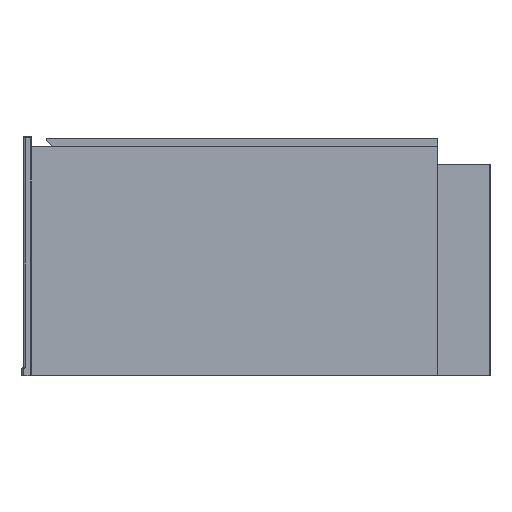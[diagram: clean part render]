
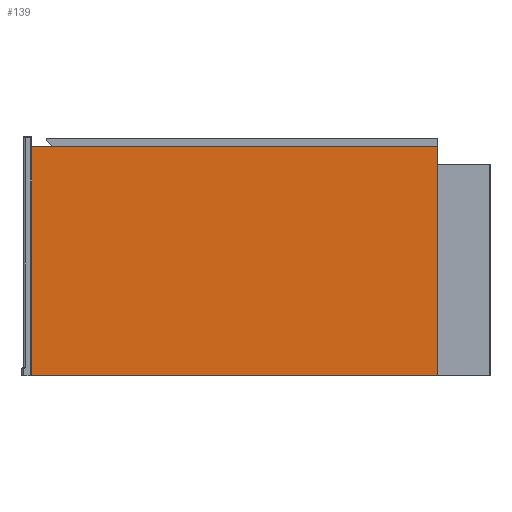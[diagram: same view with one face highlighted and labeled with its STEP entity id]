
A CAD part, left-side view. The second image highlights one B-rep face of the part: STEP entity #139.
In plain terms, the highlighted planar face has unit normal (-1, 0, 0).
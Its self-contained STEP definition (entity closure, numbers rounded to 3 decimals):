
#17 = ORIENTED_EDGE ( 'NONE', *, *, #3793, .F. ) ;
#139 = ADVANCED_FACE ( 'NONE', ( #2076 ), #3121, .T. ) ;
#658 = ORIENTED_EDGE ( 'NONE', *, *, #2039, .F. ) ;
#976 = CARTESIAN_POINT ( 'NONE',  ( -594., 390., 440. ) ) ;
#1130 = DIRECTION ( 'NONE',  ( 0., 0., -1. ) ) ;
#1142 = DIRECTION ( 'NONE',  ( 0., 1., 0. ) ) ;
#1407 = CARTESIAN_POINT ( 'NONE',  ( -594., 390., 440. ) ) ;
#1593 = CARTESIAN_POINT ( 'NONE',  ( -594., 390., 440. ) ) ;
#1608 = DIRECTION ( 'NONE',  ( 0., 1., 0. ) ) ;
#1924 = CARTESIAN_POINT ( 'NONE',  ( -594., -390., 440. ) ) ;
#1940 = CARTESIAN_POINT ( 'NONE',  ( -594., 390., 440. ) ) ;
#1951 = DIRECTION ( 'NONE',  ( 0., 0., -1. ) ) ;
#2039 = EDGE_CURVE ( 'NONE', #4995, #2709, #3300, .T. ) ;
#2076 = FACE_OUTER_BOUND ( 'NONE', #3638, .T. ) ;
#2226 = EDGE_CURVE ( 'NONE', #3304, #3167, #4143, .T. ) ;
#2276 = LINE ( 'NONE', #3596, #5270 ) ;
#2429 = CARTESIAN_POINT ( 'NONE',  ( -594., 390., 0. ) ) ;
#2621 = VECTOR ( 'NONE', #1608, 1000. ) ;
#2688 = DIRECTION ( 'NONE',  ( 0., -1., 0. ) ) ;
#2702 = ORIENTED_EDGE ( 'NONE', *, *, #2226, .T. ) ;
#2709 = VERTEX_POINT ( 'NONE', #3956 ) ;
#3039 = VECTOR ( 'NONE', #1142, 1000. ) ;
#3121 = PLANE ( 'NONE',  #5067 ) ;
#3167 = VERTEX_POINT ( 'NONE', #1407 ) ;
#3300 = LINE ( 'NONE', #2429, #3039 ) ;
#3304 = VERTEX_POINT ( 'NONE', #1924 ) ;
#3477 = DIRECTION ( 'NONE',  ( -1., 0., 0. ) ) ;
#3596 = CARTESIAN_POINT ( 'NONE',  ( -594., -390., 440. ) ) ;
#3638 = EDGE_LOOP ( 'NONE', ( #658, #17, #2702, #4059 ) ) ;
#3793 = EDGE_CURVE ( 'NONE', #3304, #4995, #2276, .T. ) ;
#3956 = CARTESIAN_POINT ( 'NONE',  ( -594., 390., 0. ) ) ;
#4059 = ORIENTED_EDGE ( 'NONE', *, *, #4420, .T. ) ;
#4067 = VECTOR ( 'NONE', #1130, 1000. ) ;
#4143 = LINE ( 'NONE', #1940, #2621 ) ;
#4420 = EDGE_CURVE ( 'NONE', #3167, #2709, #5336, .T. ) ;
#4461 = CARTESIAN_POINT ( 'NONE',  ( -594., -390., 0. ) ) ;
#4995 = VERTEX_POINT ( 'NONE', #4461 ) ;
#5067 = AXIS2_PLACEMENT_3D ( 'NONE', #976, #3477, #2688 ) ;
#5270 = VECTOR ( 'NONE', #1951, 1000. ) ;
#5336 = LINE ( 'NONE', #1593, #4067 ) ;
